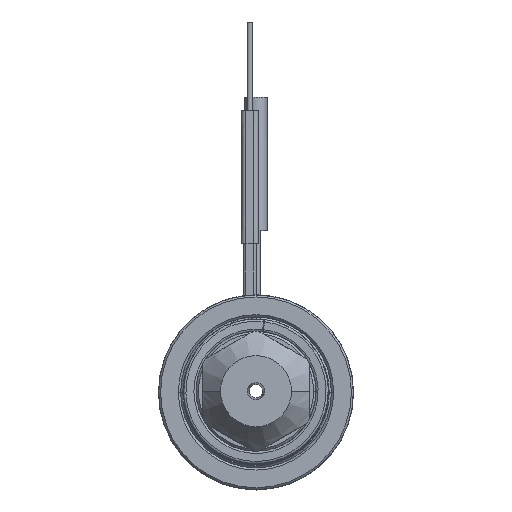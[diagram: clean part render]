
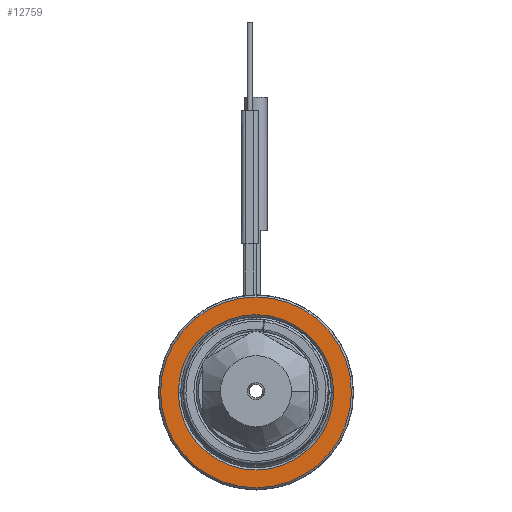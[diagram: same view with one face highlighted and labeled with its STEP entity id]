
A CAD part, top view. The second image highlights one B-rep face of the part: STEP entity #12759.
In plain terms, the highlighted planar face has unit normal (0, 0, 1).
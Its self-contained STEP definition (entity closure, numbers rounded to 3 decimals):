
#3647=CARTESIAN_POINT('',(0.,0.,40.));
#3648=DIRECTION('',(0.,0.,-1.));
#3649=DIRECTION('',(-1.,0.,0.));
#3650=AXIS2_PLACEMENT_3D('',#3647,#3648,#3649);
#3661=CARTESIAN_POINT('',(0.,0.,
40.));
#3662=DIRECTION('',(0.,0.,-1.));
#3663=DIRECTION('',(1.,0.,0.));
#3664=AXIS2_PLACEMENT_3D('',#3661,#3662,#3663);
#3675=CARTESIAN_POINT('',(0.,0.,
40.));
#3676=DIRECTION('',(0.,0.,-1.));
#3677=DIRECTION('',(1.,0.,0.));
#3678=AXIS2_PLACEMENT_3D('',#3675,#3676,#3677);
#3689=CARTESIAN_POINT('',(0.,0.,
40.));
#3690=DIRECTION('',(0.,0.,-1.));
#3691=DIRECTION('',(-1.,0.,0.));
#3692=AXIS2_PLACEMENT_3D('',#3689,#3690,#3691);
#7772=CARTESIAN_POINT('',(21.5,0.,40.));
#7773=CARTESIAN_POINT('',(-21.5,0.,40.));
#7774=VERTEX_POINT('',#7772);
#7775=VERTEX_POINT('',#7773);
#7776=CARTESIAN_POINT('',(17.5,0.,40.));
#7777=CARTESIAN_POINT('',(-17.5,0.,40.));
#7778=VERTEX_POINT('',#7776);
#7779=VERTEX_POINT('',#7777);
#12744=CARTESIAN_POINT('',(0.,0.,40.));
#12745=DIRECTION('',(0.,0.,1.));
#12746=DIRECTION('',(-1.,0.,0.));
#12747=AXIS2_PLACEMENT_3D('',#12744,#12745,#12746);
#12748=PLANE('',#12747);
#12749=ORIENTED_EDGE('',*,*,#12726,.T.);
#12750=ORIENTED_EDGE('',*,*,#12711,.T.);
#12751=EDGE_LOOP('',(#12749,#12750));
#12752=FACE_OUTER_BOUND('',#12751,.F.);
#12754=ORIENTED_EDGE('',*,*,#12753,.F.);
#12756=ORIENTED_EDGE('',*,*,#12755,.F.);
#12757=EDGE_LOOP('',(#12754,#12756));
#12758=FACE_BOUND('',#12757,.F.);
#3651=CIRCLE('',#3650,21.5);
#3665=CIRCLE('',#3664,21.5);
#3679=CIRCLE('',#3678,17.5);
#3693=CIRCLE('',#3692,17.5);
#12711=EDGE_CURVE('',#7775,#7774,#3651,.T.);
#12726=EDGE_CURVE('',#7774,#7775,#3665,.T.);
#12753=EDGE_CURVE('',#7778,#7779,#3679,.T.);
#12755=EDGE_CURVE('',#7779,#7778,#3693,.T.);
#12759=ADVANCED_FACE('',(#12752,#12758),#12748,.T.);
